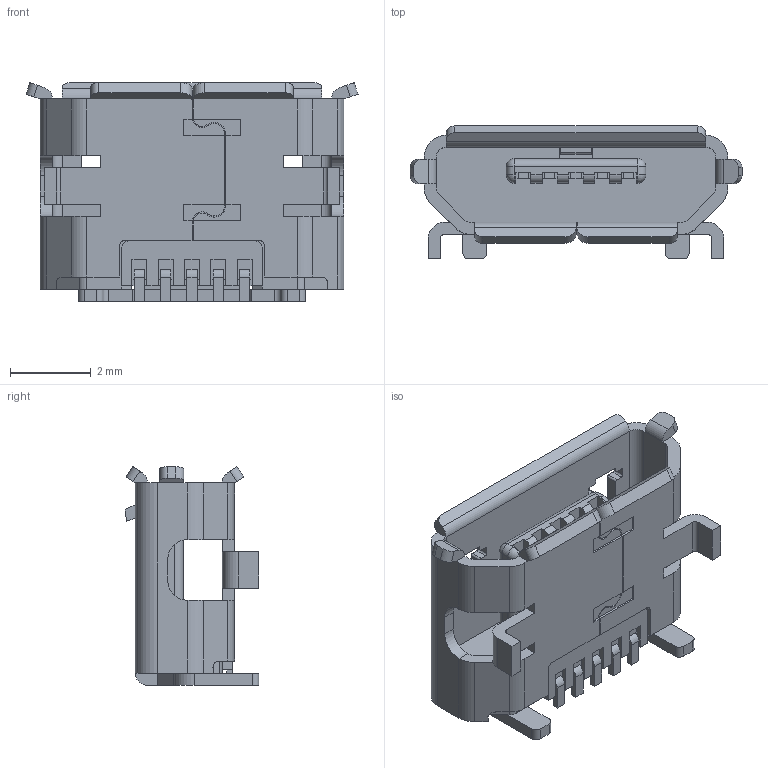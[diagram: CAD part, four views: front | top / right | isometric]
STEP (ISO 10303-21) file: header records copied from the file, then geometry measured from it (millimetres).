
FILE_DESCRIPTION(/* description */ (''),/* implementation_level */ '2;1');
FILE_NAME(/* name */ 'Molex_105017-0001_USB-Micro-B.step',/* time_stamp */ '2017-05-01T15:28:34+02:00',/* author */ ('thomask'),/* organization */ (''),/* preprocessor_version */ 'ST-DEVELOPER v16.5',/* originating_system */ 'Autodesk Inventor 2017',/* authorisation */ '');
FILE_SCHEMA (('AUTOMOTIVE_DESIGN { 1 0 10303 214 3 1 1 }'));
Length unit declared in the file: millimetre
Products named in the file (1): Molex_105017-0001_USB-Micro-B
Bounding box: 8.2 x 3.3 x 5.4 mm (x, y, z)
Volume: 43.1 mm3; surface area: 259.4 mm2
Topology: 1 solids, 1 shells, 428 faces, 1294 edges, 842 vertices
Faces by surface type: plane 298, cylinder 126, sphere 4
Entity records: 14592 total; most frequent: ORIENTED_EDGE 2588, CARTESIAN_POINT 2565, DIRECTION 2416, EDGE_CURVE 1294, LINE 1030, VECTOR 1030, VERTEX_POINT 842, AXIS2_PLACEMENT_3D 693
